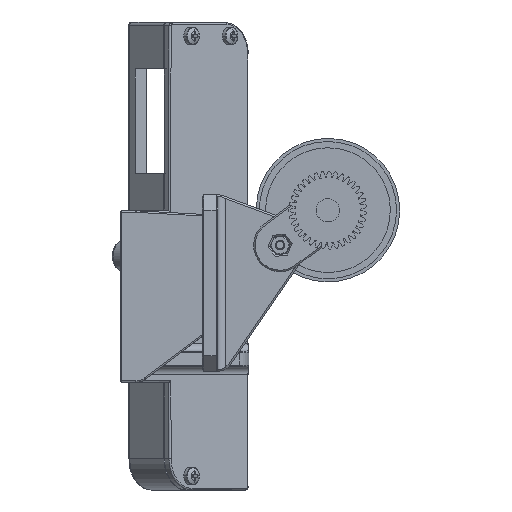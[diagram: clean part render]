
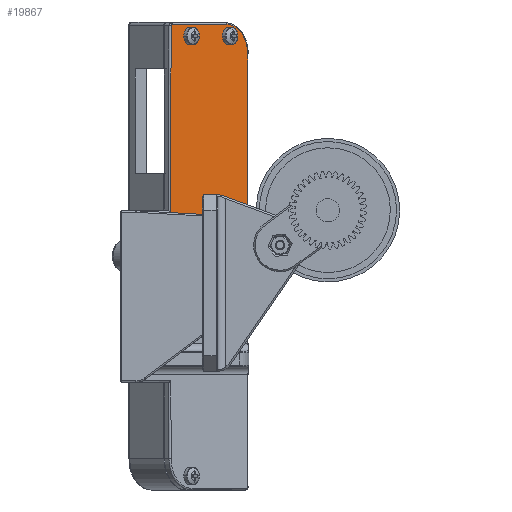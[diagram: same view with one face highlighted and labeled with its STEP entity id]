
A CAD part, left-side view. The second image highlights one B-rep face of the part: STEP entity #19867.
In plain terms, the highlighted face is planar.
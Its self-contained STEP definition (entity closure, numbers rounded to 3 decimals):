
#72 = DIRECTION ( 'NONE',  ( 1., 0., 0. ) ) ;
#100 = DIRECTION ( 'NONE',  ( 1., 0., 0. ) ) ;
#850 = AXIS2_PLACEMENT_3D ( 'NONE', #9610, #11275, #9724 ) ;
#1213 = VECTOR ( 'NONE', #17235, 1000. ) ;
#1276 = CARTESIAN_POINT ( 'NONE',  ( 127.75, -4.75, 2.5 ) ) ;
#1291 = DIRECTION ( 'NONE',  ( 0., 1., 0. ) ) ;
#1437 = VERTEX_POINT ( 'NONE', #5491 ) ;
#1439 = DIRECTION ( 'NONE',  ( 1., 0., 0. ) ) ;
#1659 = DIRECTION ( 'NONE',  ( 0., 0., 1. ) ) ;
#1980 = EDGE_CURVE ( 'NONE', #20857, #7180, #19031, .T. ) ;
#2050 = DIRECTION ( 'NONE',  ( 0., -1., 0. ) ) ;
#2601 = DIRECTION ( 'NONE',  ( 1., 0., 0. ) ) ;
#3007 = EDGE_CURVE ( 'NONE', #7918, #20857, #10528, .T. ) ;
#3183 = CARTESIAN_POINT ( 'NONE',  ( 135.25, 4., 2.5 ) ) ;
#3194 = CARTESIAN_POINT ( 'NONE',  ( 135.25, 21.5, 2.5 ) ) ;
#3277 = EDGE_CURVE ( 'NONE', #7971, #7918, #10823, .T. ) ;
#3429 = FACE_BOUND ( 'NONE', #5747, .T. ) ;
#3578 = CIRCLE ( 'NONE', #8224, 1.75 ) ;
#4182 = AXIS2_PLACEMENT_3D ( 'NONE', #14931, #21880, #6576 ) ;
#4724 = LINE ( 'NONE', #21564, #13250 ) ;
#4756 = EDGE_CURVE ( 'NONE', #14947, #21123, #16230, .T. ) ;
#4785 = ORIENTED_EDGE ( 'NONE', *, *, #3007, .T. ) ;
#4999 = FACE_OUTER_BOUND ( 'NONE', #21253, .T. ) ;
#5122 = ORIENTED_EDGE ( 'NONE', *, *, #3277, .T. ) ;
#5242 = CARTESIAN_POINT ( 'NONE',  ( 137.25, 29.504, 2.5 ) ) ;
#5491 = CARTESIAN_POINT ( 'NONE',  ( 75., 45.722, 2.5 ) ) ;
#5747 = EDGE_LOOP ( 'NONE', ( #13359, #14850 ) ) ;
#5974 = EDGE_CURVE ( 'NONE', #21870, #20223, #20942, .T. ) ;
#6038 = AXIS2_PLACEMENT_3D ( 'NONE', #19267, #12232, #12563 ) ;
#6452 = CARTESIAN_POINT ( 'NONE',  ( 77., 45.722, 2.5 ) ) ;
#6576 = DIRECTION ( 'NONE',  ( 1., 0., 0. ) ) ;
#7164 = CARTESIAN_POINT ( 'NONE',  ( 136.752, 30.004, 2.5 ) ) ;
#7180 = VERTEX_POINT ( 'NONE', #20642 ) ;
#7572 = DIRECTION ( 'NONE',  ( 0., 0., 1. ) ) ;
#7918 = VERTEX_POINT ( 'NONE', #9988 ) ;
#7971 = VERTEX_POINT ( 'NONE', #19455 ) ;
#8224 = AXIS2_PLACEMENT_3D ( 'NONE', #16710, #1659, #1439 ) ;
#8842 = AXIS2_PLACEMENT_3D ( 'NONE', #13657, #8983, #72 ) ;
#8983 = DIRECTION ( 'NONE',  ( 0., 0., 1. ) ) ;
#9205 = CIRCLE ( 'NONE', #8842, 1.75 ) ;
#9610 = CARTESIAN_POINT ( 'NONE',  ( 136.75, 29.504, 2.5 ) ) ;
#9724 = DIRECTION ( 'NONE',  ( 1., 0., 0. ) ) ;
#9988 = CARTESIAN_POINT ( 'NONE',  ( 137.25, 29.504, 2.5 ) ) ;
#10230 = PLANE ( 'NONE',  #6038 ) ;
#10329 = CARTESIAN_POINT ( 'NONE',  ( 77.498, 30.231, 2.5 ) ) ;
#10528 = CIRCLE ( 'NONE', #850, 0.5 ) ;
#10823 = LINE ( 'NONE', #5242, #19052 ) ;
#10906 = CARTESIAN_POINT ( 'NONE',  ( 127.75, 4.75, 2.5 ) ) ;
#11198 = ORIENTED_EDGE ( 'NONE', *, *, #16467, .T. ) ;
#11275 = DIRECTION ( 'NONE',  ( 0., 0., 1. ) ) ;
#11622 = CARTESIAN_POINT ( 'NONE',  ( 75., -4.75, 2.5 ) ) ;
#11711 = VERTEX_POINT ( 'NONE', #6452 ) ;
#11742 = EDGE_CURVE ( 'NONE', #21123, #14947, #3578, .T. ) ;
#11812 = CARTESIAN_POINT ( 'NONE',  ( 133.5, 4., 2.5 ) ) ;
#12044 = EDGE_CURVE ( 'NONE', #7180, #11711, #15229, .T. ) ;
#12232 = DIRECTION ( 'NONE',  ( 0., 0., 1. ) ) ;
#12291 = EDGE_CURVE ( 'NONE', #20223, #21870, #9205, .T. ) ;
#12303 = CARTESIAN_POINT ( 'NONE',  ( 75., 33.25, 2.5 ) ) ;
#12525 = ORIENTED_EDGE ( 'NONE', *, *, #15018, .T. ) ;
#12526 = LINE ( 'NONE', #12303, #15654 ) ;
#12563 = DIRECTION ( 'NONE',  ( 1., 0., 0. ) ) ;
#12900 = DIRECTION ( 'NONE',  ( 1., 0., 0. ) ) ;
#13107 = CARTESIAN_POINT ( 'NONE',  ( 77., 45.929, 2.5 ) ) ;
#13250 = VECTOR ( 'NONE', #2601, 1000. ) ;
#13359 = ORIENTED_EDGE ( 'NONE', *, *, #5974, .F. ) ;
#13657 = CARTESIAN_POINT ( 'NONE',  ( 133.5, 21.5, 2.5 ) ) ;
#13797 = VECTOR ( 'NONE', #1291, 1000. ) ;
#14486 = ORIENTED_EDGE ( 'NONE', *, *, #11742, .F. ) ;
#14750 = ORIENTED_EDGE ( 'NONE', *, *, #4756, .F. ) ;
#14850 = ORIENTED_EDGE ( 'NONE', *, *, #12291, .F. ) ;
#14867 = DIRECTION ( 'NONE',  ( -1., 0., 0. ) ) ;
#14931 = CARTESIAN_POINT ( 'NONE',  ( 133.5, 21.5, 2.5 ) ) ;
#14947 = VERTEX_POINT ( 'NONE', #3183 ) ;
#15018 = EDGE_CURVE ( 'NONE', #1437, #15269, #12526, .T. ) ;
#15169 = CARTESIAN_POINT ( 'NONE',  ( 131.75, 4., 2.5 ) ) ;
#15229 = LINE ( 'NONE', #13107, #13797 ) ;
#15245 = AXIS2_PLACEMENT_3D ( 'NONE', #10906, #7572, #12900 ) ;
#15269 = VERTEX_POINT ( 'NONE', #11622 ) ;
#15499 = EDGE_LOOP ( 'NONE', ( #14486, #14750 ) ) ;
#15654 = VECTOR ( 'NONE', #2050, 1000. ) ;
#16092 = ORIENTED_EDGE ( 'NONE', *, *, #1980, .T. ) ;
#16230 = CIRCLE ( 'NONE', #19460, 1.75 ) ;
#16467 = EDGE_CURVE ( 'NONE', #11711, #1437, #20150, .T. ) ;
#16710 = CARTESIAN_POINT ( 'NONE',  ( 133.5, 4., 2.5 ) ) ;
#16844 = ORIENTED_EDGE ( 'NONE', *, *, #17054, .T. ) ;
#17054 = EDGE_CURVE ( 'NONE', #18903, #7971, #21310, .T. ) ;
#17235 = DIRECTION ( 'NONE',  ( -1., 0.004, 0. ) ) ;
#17253 = FACE_BOUND ( 'NONE', #15499, .T. ) ;
#18035 = ORIENTED_EDGE ( 'NONE', *, *, #21908, .T. ) ;
#18124 = CARTESIAN_POINT ( 'NONE',  ( 63., 45.722, 2.5 ) ) ;
#18632 = DIRECTION ( 'NONE',  ( 0., 0., 1. ) ) ;
#18903 = VERTEX_POINT ( 'NONE', #1276 ) ;
#19031 = LINE ( 'NONE', #10329, #1213 ) ;
#19052 = VECTOR ( 'NONE', #20770, 1000. ) ;
#19267 = CARTESIAN_POINT ( 'NONE',  ( 63., 33.25, 2.5 ) ) ;
#19455 = CARTESIAN_POINT ( 'NONE',  ( 137.25, 4.75, 2.5 ) ) ;
#19460 = AXIS2_PLACEMENT_3D ( 'NONE', #11812, #18632, #100 ) ;
#19468 = ORIENTED_EDGE ( 'NONE', *, *, #12044, .T. ) ;
#19867 = ADVANCED_FACE ( 'NONE', ( #3429, #17253, #4999 ), #10230, .T. ) ;
#20150 = LINE ( 'NONE', #18124, #21815 ) ;
#20223 = VERTEX_POINT ( 'NONE', #3194 ) ;
#20642 = CARTESIAN_POINT ( 'NONE',  ( 77., 30.233, 2.5 ) ) ;
#20770 = DIRECTION ( 'NONE',  ( 0., 1., 0. ) ) ;
#20857 = VERTEX_POINT ( 'NONE', #7164 ) ;
#20942 = CIRCLE ( 'NONE', #4182, 1.75 ) ;
#21123 = VERTEX_POINT ( 'NONE', #15169 ) ;
#21133 = CARTESIAN_POINT ( 'NONE',  ( 131.75, 21.5, 2.5 ) ) ;
#21253 = EDGE_LOOP ( 'NONE', ( #19468, #11198, #12525, #18035, #16844, #5122, #4785, #16092 ) ) ;
#21310 = CIRCLE ( 'NONE', #15245, 9.5 ) ;
#21564 = CARTESIAN_POINT ( 'NONE',  ( 127.75, -4.75, 2.5 ) ) ;
#21815 = VECTOR ( 'NONE', #14867, 1000. ) ;
#21870 = VERTEX_POINT ( 'NONE', #21133 ) ;
#21880 = DIRECTION ( 'NONE',  ( 0., 0., 1. ) ) ;
#21908 = EDGE_CURVE ( 'NONE', #15269, #18903, #4724, .T. ) ;
